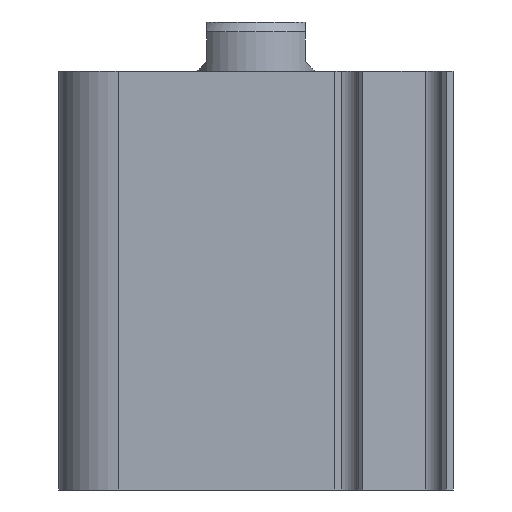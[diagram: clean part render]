
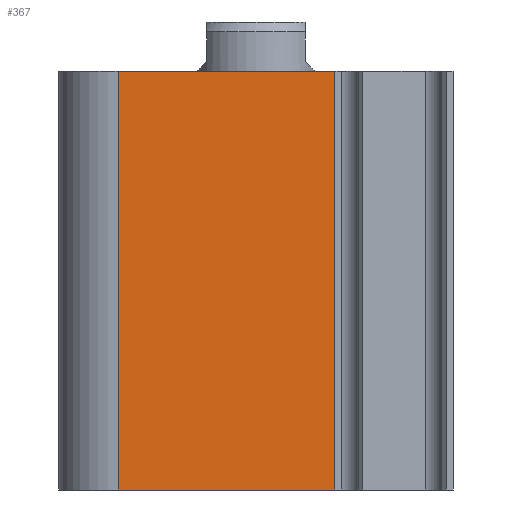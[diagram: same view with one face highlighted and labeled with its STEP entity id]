
A CAD part, front view. The second image highlights one B-rep face of the part: STEP entity #367.
In plain terms, the highlighted planar face has unit normal (0, -1, 0).
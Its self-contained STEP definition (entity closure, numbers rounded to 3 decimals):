
#367=ADVANCED_FACE('',(#769),#770,.F.);
#769=FACE_OUTER_BOUND('',#1240,.T.);
#770=PLANE('',#1241);
#1240=EDGE_LOOP('',(#2037,#2038,#2039,#2040));
#1241=AXIS2_PLACEMENT_3D('',#2041,#2042,#2043);
#2037=ORIENTED_EDGE('',*,*,#2985,.F.);
#2038=ORIENTED_EDGE('',*,*,#2986,.T.);
#2039=ORIENTED_EDGE('',*,*,#2987,.F.);
#2040=ORIENTED_EDGE('',*,*,#2988,.T.);
#2041=CARTESIAN_POINT('',(-14.0,-20.0,77.819));
#2042=DIRECTION('',(-0.0,1.0,0.0));
#2043=DIRECTION('',(1.0,0.0,0.0));
#2985=EDGE_CURVE('',#3580,#3581,#3582,.T.);
#2986=EDGE_CURVE('',#3580,#3583,#3584,.T.);
#2987=EDGE_CURVE('',#3585,#3583,#3586,.T.);
#2988=EDGE_CURVE('',#3585,#3581,#3587,.T.);
#3580=VERTEX_POINT('',#4419);
#3581=VERTEX_POINT('',#4420);
#3582=LINE('',#4421,#4422);
#3583=VERTEX_POINT('',#4423);
#3584=LINE('',#4424,#4425);
#3585=VERTEX_POINT('',#4426);
#3586=LINE('',#4427,#4428);
#3587=LINE('',#4429,#4430);
#4419=CARTESIAN_POINT('',(8.001,-20.0,-21.25));
#4420=CARTESIAN_POINT('',(-14.0,-20.0,-21.25));
#4421=CARTESIAN_POINT('',(-14.0,-20.0,-21.25));
#4422=VECTOR('',#5215,1.0);
#4423=CARTESIAN_POINT('',(8.001,-20.0,21.25));
#4424=CARTESIAN_POINT('',(8.001,-20.0,77.819));
#4425=VECTOR('',#5216,1.0);
#4426=CARTESIAN_POINT('',(-14.0,-20.0,21.25));
#4427=CARTESIAN_POINT('',(-14.0,-20.0,21.25));
#4428=VECTOR('',#5217,1.0);
#4429=CARTESIAN_POINT('',(-14.0,-20.0,77.819));
#4430=VECTOR('',#5218,1.0);
#5215=DIRECTION('',(-1.0,0.0,0.0));
#5216=DIRECTION('',(0.0,0.0,1.0));
#5217=DIRECTION('',(1.0,0.0,0.0));
#5218=DIRECTION('',(0.0,0.0,-1.0));
